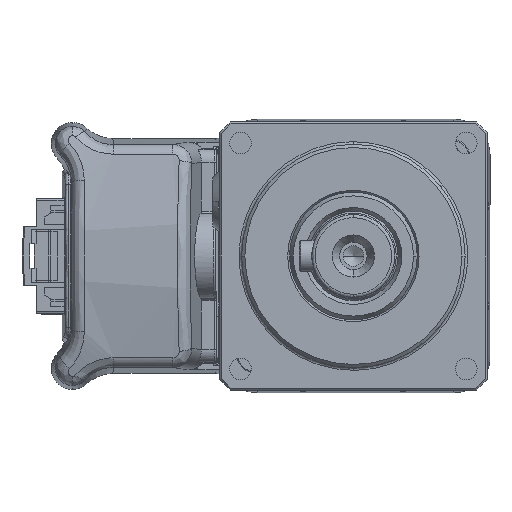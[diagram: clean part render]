
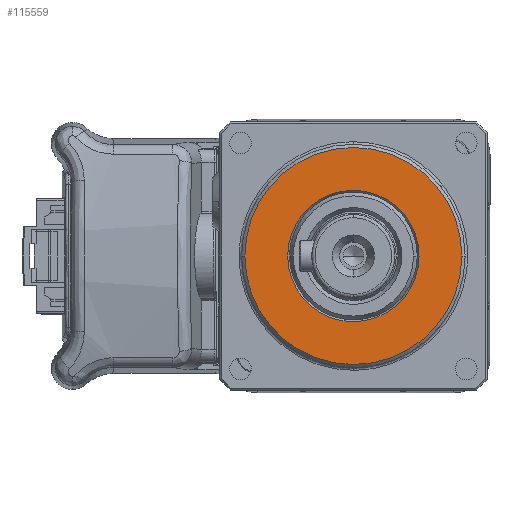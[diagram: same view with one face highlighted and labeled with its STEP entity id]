
A CAD part, left-side view. The second image highlights one B-rep face of the part: STEP entity #115559.
In plain terms, the highlighted face is planar.
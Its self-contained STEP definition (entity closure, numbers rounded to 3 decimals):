
#5353 = DIRECTION ( 'NONE',  ( 0., 0., -1. ) ) ;
#6579 = EDGE_LOOP ( 'NONE', ( #135166, #62270 ) ) ;
#7140 = CARTESIAN_POINT ( 'NONE',  ( 0., -10.289, 48. ) ) ;
#11459 = DIRECTION ( 'NONE',  ( 0., -1., 0. ) ) ;
#11631 = DIRECTION ( 'NONE',  ( 0., 0., 1. ) ) ;
#11943 = CARTESIAN_POINT ( 'NONE',  ( 0., 0., 48. ) ) ;
#13208 = CIRCLE ( 'NONE', #136281, 10.289 ) ;
#13269 = VERTEX_POINT ( 'NONE', #98265 ) ;
#16328 = DIRECTION ( 'NONE',  ( 0., 0., -1. ) ) ;
#25100 = ORIENTED_EDGE ( 'NONE', *, *, #29538, .F. ) ;
#28946 = CARTESIAN_POINT ( 'NONE',  ( 0., -17., 48. ) ) ;
#29008 = ORIENTED_EDGE ( 'NONE', *, *, #44806, .F. ) ;
#29538 = EDGE_CURVE ( 'NONE', #35226, #13269, #102421, .T. ) ;
#30263 = FACE_OUTER_BOUND ( 'NONE', #6579, .T. ) ;
#30905 = CIRCLE ( 'NONE', #36107, 17. ) ;
#35226 = VERTEX_POINT ( 'NONE', #7140 ) ;
#36107 = AXIS2_PLACEMENT_3D ( 'NONE', #37991, #112673, #48780 ) ;
#37354 = EDGE_LOOP ( 'NONE', ( #25100, #29008 ) ) ;
#37991 = CARTESIAN_POINT ( 'NONE',  ( 0., 0., 48. ) ) ;
#42108 = AXIS2_PLACEMENT_3D ( 'NONE', #101425, #5353, #80491 ) ;
#44806 = EDGE_CURVE ( 'NONE', #13269, #35226, #13208, .T. ) ;
#48780 = DIRECTION ( 'NONE',  ( 0., 1., 0. ) ) ;
#53238 = CARTESIAN_POINT ( 'NONE',  ( 0., 0., 48. ) ) ;
#58460 = EDGE_CURVE ( 'NONE', #97080, #73693, #30905, .T. ) ;
#62270 = ORIENTED_EDGE ( 'NONE', *, *, #58460, .F. ) ;
#64039 = DIRECTION ( 'NONE',  ( 0., -1., 0. ) ) ;
#69730 = PLANE ( 'NONE',  #42108 ) ;
#70876 = CARTESIAN_POINT ( 'NONE',  ( 0., 17., 48. ) ) ;
#73693 = VERTEX_POINT ( 'NONE', #70876 ) ;
#78346 = CIRCLE ( 'NONE', #102055, 17. ) ;
#80491 = DIRECTION ( 'NONE',  ( -1., 0., 0. ) ) ;
#80599 = CARTESIAN_POINT ( 'NONE',  ( 0., 0., 48. ) ) ;
#91319 = DIRECTION ( 'NONE',  ( 0., 1., 0. ) ) ;
#97080 = VERTEX_POINT ( 'NONE', #28946 ) ;
#98265 = CARTESIAN_POINT ( 'NONE',  ( 0., 10.289, 48. ) ) ;
#101200 = EDGE_CURVE ( 'NONE', #73693, #97080, #78346, .T. ) ;
#101425 = CARTESIAN_POINT ( 'NONE',  ( 0., 0., 48. ) ) ;
#102055 = AXIS2_PLACEMENT_3D ( 'NONE', #80599, #16328, #91319 ) ;
#102421 = CIRCLE ( 'NONE', #131871, 10.289 ) ;
#112673 = DIRECTION ( 'NONE',  ( 0., 0., -1. ) ) ;
#115449 = FACE_BOUND ( 'NONE', #37354, .T. ) ;
#115559 = ADVANCED_FACE ( 'NONE', ( #115449, #30263 ), #69730, .F. ) ;
#127652 = DIRECTION ( 'NONE',  ( 0., 0., 1. ) ) ;
#131871 = AXIS2_PLACEMENT_3D ( 'NONE', #11943, #11631, #11459 ) ;
#135166 = ORIENTED_EDGE ( 'NONE', *, *, #101200, .F. ) ;
#136281 = AXIS2_PLACEMENT_3D ( 'NONE', #53238, #127652, #64039 ) ;
